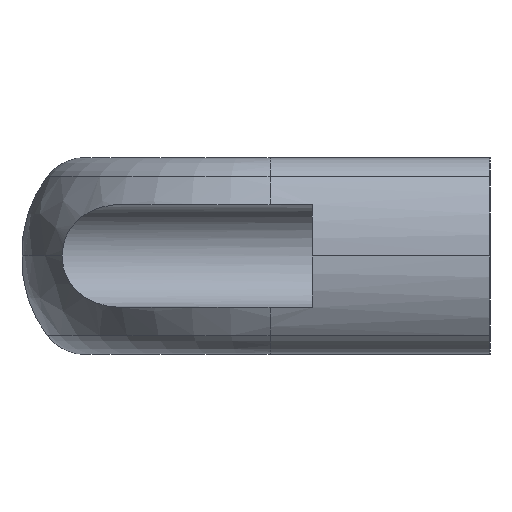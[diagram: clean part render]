
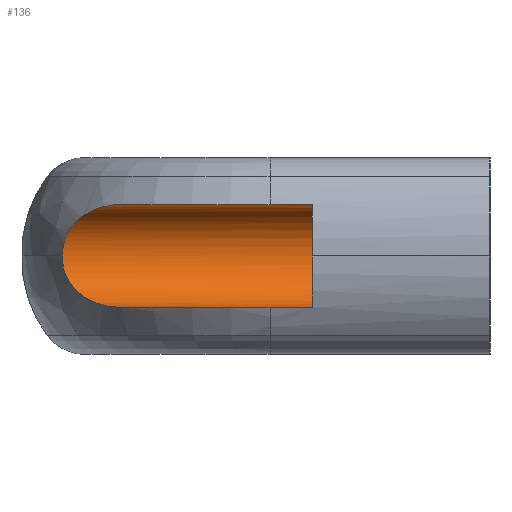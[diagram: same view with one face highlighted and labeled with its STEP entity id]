
A CAD part, left-side view. The second image highlights one B-rep face of the part: STEP entity #136.
In plain terms, the highlighted cylindrical face has radius 5.5 mm (diameter 11 mm), a partial arc.
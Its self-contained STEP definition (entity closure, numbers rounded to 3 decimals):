
#136 = ADVANCED_FACE( '', ( #297 ), #298, .F. );
#297 = FACE_OUTER_BOUND( '', #526, .T. );
#298 = CYLINDRICAL_SURFACE( '', #527, 5.5 );
#526 = EDGE_LOOP( '', ( #895, #896, #897, #898, #899 ) );
#527 = AXIS2_PLACEMENT_3D( '', #900, #901, #902 );
#895 = ORIENTED_EDGE( '', *, *, #1176, .F. );
#896 = ORIENTED_EDGE( '', *, *, #1218, .F. );
#897 = ORIENTED_EDGE( '', *, *, #1138, .T. );
#898 = ORIENTED_EDGE( '', *, *, #1243, .F. );
#899 = ORIENTED_EDGE( '', *, *, #1168, .F. );
#900 = CARTESIAN_POINT( '', ( 0., 69., 0. ) );
#901 = DIRECTION( '', ( 0., 1., 0. ) );
#902 = DIRECTION( '', ( 0., 0., -1. ) );
#1138 = EDGE_CURVE( '', #1332, #1330, #1333, .T. );
#1168 = EDGE_CURVE( '', #1378, #1380, #1381, .T. );
#1176 = EDGE_CURVE( '', #1392, #1378, #1394, .T. );
#1218 = EDGE_CURVE( '', #1332, #1392, #1455, .T. );
#1243 = EDGE_CURVE( '', #1380, #1330, #1487, .T. );
#1330 = VERTEX_POINT( '', #1584 );
#1332 = VERTEX_POINT( '', #1587 );
#1333 = LINE( '', #1588, #1589 );
#1378 = VERTEX_POINT( '', #1642 );
#1380 = VERTEX_POINT( '', #1644 );
#1381 = LINE( '', #1645, #1646 );
#1392 = VERTEX_POINT( '', #1659 );
#1394 = B_SPLINE_CURVE_WITH_KNOTS( '', 3, ( #1661, #1662, #1663, #1664, #1665, #1666, #1667, #1668, #1669, #1670, #1671, #1672, #1673, #1674, #1675, #1676, #1677, #1678 ), .UNSPECIFIED., .F., .F., ( 4, 2, 2, 2, 2, 2, 2, 2, 4 ), ( 0., 0.001, 0.003, 0.004, 0.005, 0.006, 0.007, 0.008, 0.011 ), .UNSPECIFIED. );
#1455 = B_SPLINE_CURVE_WITH_KNOTS( '', 3, ( #1750, #1751, #1752, #1753, #1754, #1755, #1756, #1757, #1758, #1759, #1760, #1761, #1762, #1763, #1764, #1765, #1766, #1767, #1768, #1769, #1770, #1771 ), .UNSPECIFIED., .F., .F., ( 4, 2, 2, 2, 2, 2, 2, 2, 2, 2, 4 ), ( 0., 0.003, 0.004, 0.005, 0.006, 0.007, 0.008, 0.009, 0.01, 0.01, 0.011 ), .UNSPECIFIED. );
#1487 = CIRCLE( '', #1807, 5.5 );
#1584 = CARTESIAN_POINT( '', ( 0., 19., -5.5 ) );
#1587 = CARTESIAN_POINT( '', ( 0., 39.343, -5.5 ) );
#1588 = CARTESIAN_POINT( '', ( 0., 69., -5.5 ) );
#1589 = VECTOR( '', #1955, 1000. );
#1642 = CARTESIAN_POINT( '', ( 0., 39.343, 5.5 ) );
#1644 = CARTESIAN_POINT( '', ( 0., 19., 5.5 ) );
#1645 = CARTESIAN_POINT( '', ( 0., 69., 5.5 ) );
#1646 = VECTOR( '', #2009, 1000. );
#1659 = CARTESIAN_POINT( '', ( 5.5, 45.681, 0. ) );
#1661 = CARTESIAN_POINT( '', ( 5.5, 45.681, 0. ) );
#1662 = CARTESIAN_POINT( '', ( 5.5, 45.7, 0.469 ) );
#1663 = CARTESIAN_POINT( '', ( 5.441, 45.651, 0.924 ) );
#1664 = CARTESIAN_POINT( '', ( 5.215, 45.428, 1.806 ) );
#1665 = CARTESIAN_POINT( '', ( 5.055, 45.261, 2.208 ) );
#1666 = CARTESIAN_POINT( '', ( 4.664, 44.841, 2.945 ) );
#1667 = CARTESIAN_POINT( '', ( 4.441, 44.596, 3.266 ) );
#1668 = CARTESIAN_POINT( '', ( 4.077, 44.191, 3.696 ) );
#1669 = CARTESIAN_POINT( '', ( 3.95, 44.049, 3.831 ) );
#1670 = CARTESIAN_POINT( '', ( 3.691, 43.756, 4.082 ) );
#1671 = CARTESIAN_POINT( '', ( 3.559, 43.606, 4.197 ) );
#1672 = CARTESIAN_POINT( '', ( 3.156, 43.145, 4.517 ) );
#1673 = CARTESIAN_POINT( '', ( 2.879, 42.825, 4.697 ) );
#1674 = CARTESIAN_POINT( '', ( 2.313, 42.162, 5. ) );
#1675 = CARTESIAN_POINT( '', ( 2.022, 41.819, 5.124 ) );
#1676 = CARTESIAN_POINT( '', ( 1.155, 40.78, 5.412 ) );
#1677 = CARTESIAN_POINT( '', ( 0.576, 40.07, 5.5 ) );
#1678 = CARTESIAN_POINT( '', ( 0., 39.343, 5.5 ) );
#1750 = CARTESIAN_POINT( '', ( 0., 39.343, -5.5 ) );
#1751 = CARTESIAN_POINT( '', ( 0.576, 40.07, -5.5 ) );
#1752 = CARTESIAN_POINT( '', ( 1.153, 40.777, -5.412 ) );
#1753 = CARTESIAN_POINT( '', ( 2.014, 41.808, -5.127 ) );
#1754 = CARTESIAN_POINT( '', ( 2.3, 42.147, -5.007 ) );
#1755 = CARTESIAN_POINT( '', ( 2.869, 42.813, -4.704 ) );
#1756 = CARTESIAN_POINT( '', ( 3.15, 43.138, -4.522 ) );
#1757 = CARTESIAN_POINT( '', ( 3.554, 43.601, -4.201 ) );
#1758 = CARTESIAN_POINT( '', ( 3.686, 43.751, -4.086 ) );
#1759 = CARTESIAN_POINT( '', ( 3.945, 44.043, -3.836 ) );
#1760 = CARTESIAN_POINT( '', ( 4.072, 44.186, -3.702 ) );
#1761 = CARTESIAN_POINT( '', ( 4.439, 44.594, -3.27 ) );
#1762 = CARTESIAN_POINT( '', ( 4.662, 44.838, -2.948 ) );
#1763 = CARTESIAN_POINT( '', ( 4.954, 45.153, -2.398 ) );
#1764 = CARTESIAN_POINT( '', ( 5.044, 45.248, -2.203 ) );
#1765 = CARTESIAN_POINT( '', ( 5.202, 45.413, -1.799 ) );
#1766 = CARTESIAN_POINT( '', ( 5.27, 45.483, -1.59 ) );
#1767 = CARTESIAN_POINT( '', ( 5.383, 45.594, -1.152 ) );
#1768 = CARTESIAN_POINT( '', ( 5.427, 45.635, -0.924 ) );
#1769 = CARTESIAN_POINT( '', ( 5.485, 45.683, -0.466 ) );
#1770 = CARTESIAN_POINT( '', ( 5.5, 45.691, -0.235 ) );
#1771 = CARTESIAN_POINT( '', ( 5.5, 45.681, 0. ) );
#1807 = AXIS2_PLACEMENT_3D( '', #2138, #2139, #2140 );
#1955 = DIRECTION( '', ( 0., -1., 0. ) );
#2009 = DIRECTION( '', ( 0., -1., 0. ) );
#2138 = CARTESIAN_POINT( '', ( 0., 19., 0. ) );
#2139 = DIRECTION( '', ( 0., 1., 0. ) );
#2140 = DIRECTION( '', ( 1., 0., 0. ) );
